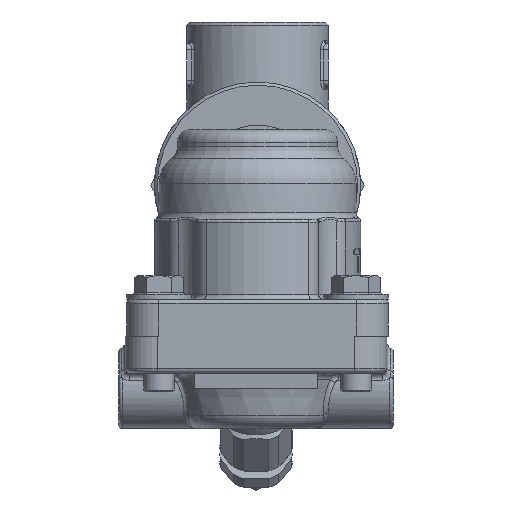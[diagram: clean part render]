
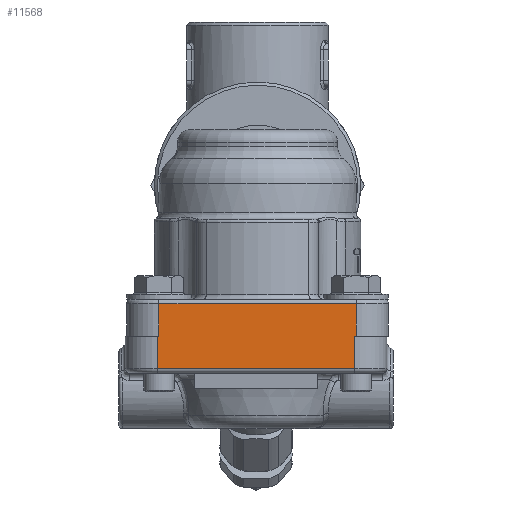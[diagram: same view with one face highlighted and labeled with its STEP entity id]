
A CAD part, left-side view. The second image highlights one B-rep face of the part: STEP entity #11568.
In plain terms, the highlighted planar face has unit normal (-1, 0, 0).
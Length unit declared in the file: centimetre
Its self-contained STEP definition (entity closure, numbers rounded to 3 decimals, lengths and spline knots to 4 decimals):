
#1951=FACE_OUTER_BOUND('',#2768,.T.);
#2768=EDGE_LOOP('',(#7809,#7810,#7811,#7812,#7813,#7814,#7815,#7816));
#3660=LINE('',#17545,#4168);
#3661=LINE('',#17547,#4169);
#3662=LINE('',#17549,#4170);
#3663=LINE('',#17551,#4171);
#3664=LINE('',#17553,#4172);
#3665=LINE('',#17555,#4173);
#3666=LINE('',#17557,#4174);
#3667=LINE('',#17558,#4175);
#4168=VECTOR('',#14126,6.4);
#4169=VECTOR('',#14127,1.05);
#4170=VECTOR('',#14128,0.05);
#4171=VECTOR('',#14129,1.05);
#4172=VECTOR('',#14130,6.4);
#4173=VECTOR('',#14131,1.05);
#4174=VECTOR('',#14132,0.05);
#4175=VECTOR('',#14133,1.05);
#4790=VERTEX_POINT('',#17543);
#4791=VERTEX_POINT('',#17544);
#4792=VERTEX_POINT('',#17546);
#4793=VERTEX_POINT('',#17548);
#4794=VERTEX_POINT('',#17550);
#4795=VERTEX_POINT('',#17552);
#4796=VERTEX_POINT('',#17554);
#4797=VERTEX_POINT('',#17556);
#5909=EDGE_CURVE('',#4790,#4791,#3660,.T.);
#5910=EDGE_CURVE('',#4792,#4790,#3661,.T.);
#5911=EDGE_CURVE('',#4793,#4792,#3662,.T.);
#5912=EDGE_CURVE('',#4793,#4794,#3663,.T.);
#5913=EDGE_CURVE('',#4795,#4794,#3664,.T.);
#5914=EDGE_CURVE('',#4796,#4795,#3665,.T.);
#5915=EDGE_CURVE('',#4797,#4796,#3666,.T.);
#5916=EDGE_CURVE('',#4791,#4797,#3667,.T.);
#7809=ORIENTED_EDGE('',*,*,#5909,.F.);
#7810=ORIENTED_EDGE('',*,*,#5910,.F.);
#7811=ORIENTED_EDGE('',*,*,#5911,.F.);
#7812=ORIENTED_EDGE('',*,*,#5912,.T.);
#7813=ORIENTED_EDGE('',*,*,#5913,.F.);
#7814=ORIENTED_EDGE('',*,*,#5914,.F.);
#7815=ORIENTED_EDGE('',*,*,#5915,.F.);
#7816=ORIENTED_EDGE('',*,*,#5916,.F.);
#10962=PLANE('',#12448);
#11568=ADVANCED_FACE('',(#1951),#10962,.T.);
#12448=AXIS2_PLACEMENT_3D('',#17542,#14124,#14125);
#14124=DIRECTION('center_axis',(-1.,0.,0.));
#14125=DIRECTION('ref_axis',(0.,0.,1.));
#14126=DIRECTION('',(0.,-1.,0.));
#14127=DIRECTION('',(0.,0.,1.));
#14128=DIRECTION('',(0.,-1.,0.));
#14129=DIRECTION('',(0.,0.,-1.));
#14130=DIRECTION('',(0.,1.,0.));
#14131=DIRECTION('',(0.,0.,-1.));
#14132=DIRECTION('',(0.,1.,0.));
#14133=DIRECTION('',(0.,0.,-1.));
#17542=CARTESIAN_POINT('Origin',(-7.0741,3.3071,-7.1379));
#17543=CARTESIAN_POINT('',(-7.0741,10.7571,-6.0879));
#17544=CARTESIAN_POINT('',(-7.0741,4.3571,-6.0879));
#17545=CARTESIAN_POINT('',(-7.0741,5.4321,-6.0879));
#17546=CARTESIAN_POINT('',(-7.0741,10.7571,-7.1379));
#17547=CARTESIAN_POINT('',(-7.0741,10.7571,-7.1379));
#17548=CARTESIAN_POINT('',(-7.0741,10.8071,-7.1379));
#17549=CARTESIAN_POINT('',(-7.0741,10.8071,-7.1379));
#17550=CARTESIAN_POINT('',(-7.0741,10.8071,-8.1879));
#17551=CARTESIAN_POINT('',(-7.0741,10.8071,-7.1379));
#17552=CARTESIAN_POINT('',(-7.0741,4.4071,-8.1879));
#17553=CARTESIAN_POINT('',(-7.0741,9.2071,-8.1879));
#17554=CARTESIAN_POINT('',(-7.0741,4.4071,-7.1379));
#17555=CARTESIAN_POINT('',(-7.0741,4.4071,-7.1379));
#17556=CARTESIAN_POINT('',(-7.0741,4.3571,-7.1379));
#17557=CARTESIAN_POINT('',(-7.0741,3.3071,-7.1379));
#17558=CARTESIAN_POINT('',(-7.0741,4.3571,-7.1379));
